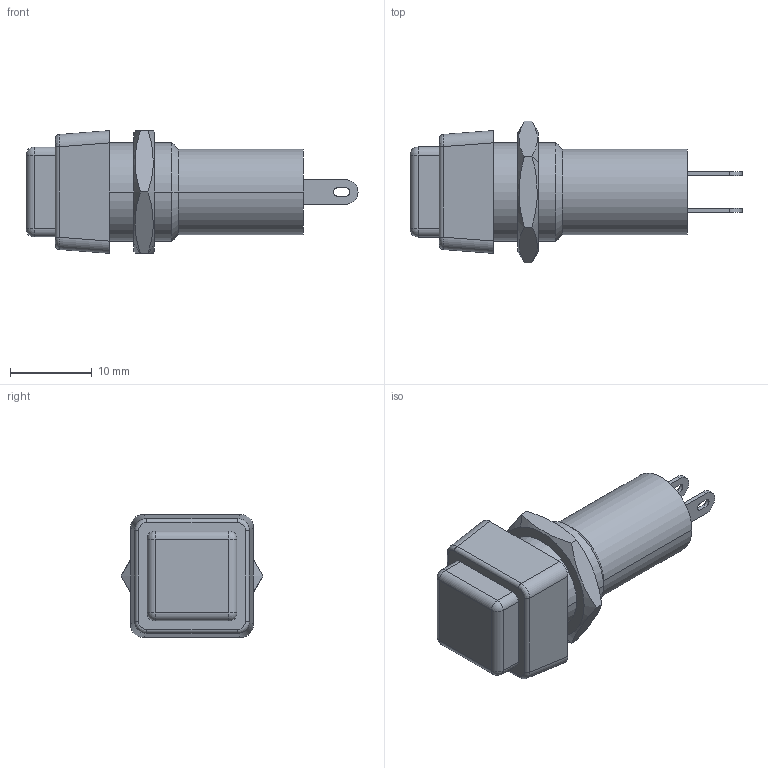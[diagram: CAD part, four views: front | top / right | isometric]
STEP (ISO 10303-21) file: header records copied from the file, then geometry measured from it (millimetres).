
FILE_DESCRIPTION (( 'STEP AP214' ), '1' );
FILE_NAME ('Jietong Switch PBS-12A green.STEP', '2017-09-29T16:41:48', ( '' ), ( '' ), 'SwSTEP 2.0', 'SolidWorks 2016', '' );
FILE_SCHEMA (( 'AUTOMOTIVE_DESIGN' ));
Length unit declared in the file: millimetre
Products named in the file (5): Jietong Switch PBS-12A green - body; Jietong Switch PBS-12A green; Jietong Switch PBS-12A green - nut
Assembly tree (2 placements, depth 2):
  Jietong Switch PBS-12A green - body
  Jietong Switch PBS-12A green
    Jietong Switch PBS-12A green - body
    Jietong Switch PBS-12A green - nut
  Jietong Switch PBS-12A green - nut
Bounding box: 40.6 x 17.32 x 15 mm (x, y, z)
Volume: 4306.8 mm3; surface area: 2413.9 mm2
Topology: 5 solids, 5 shells, 81 faces, 182 edges, 108 vertices
Faces by surface type: plane 35, cylinder 28, cone 10, bspline 4, sphere 4
Entity records: 2677 total; most frequent: CARTESIAN_POINT 649, DIRECTION 376, ORIENTED_EDGE 356, EDGE_CURVE 178, AXIS2_PLACEMENT_3D 139, VERTEX_POINT 108, VECTOR 98, LINE 98
